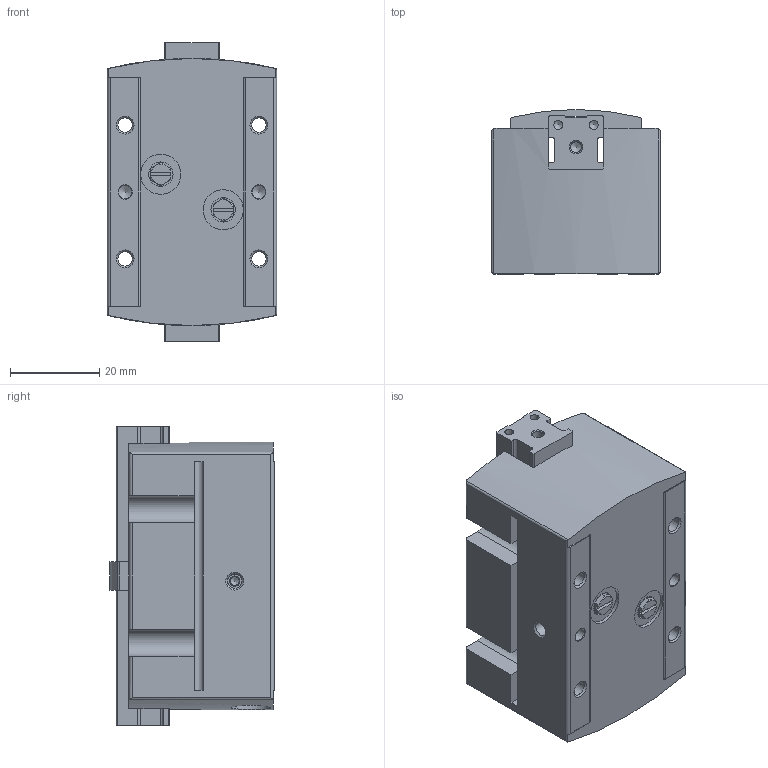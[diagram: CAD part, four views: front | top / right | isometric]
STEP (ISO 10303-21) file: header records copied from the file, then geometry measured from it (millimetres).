
FILE_DESCRIPTION(/* description */ ('STEP AP214'),/* implementation_level */ '2;1');
FILE_NAME(/* name */ '187868_HGPP-12-A-G1',/* time_stamp */ '2024-08-29T06:46:15+02:00',/* author */ ('License CC BY-ND 4.0'),/* organization */ ('CADENAS'),/* preprocessor_version */ 'ST-DEVELOPER v19.3',/* originating_system */ 'PARTsolutions',/* authorisation */ ' ');
FILE_SCHEMA (('AUTOMOTIVE_DESIGN {1 0 10303 214 3 1 1}'));
Length unit declared in the file: millimetre
Products named in the file (5): 187868 HGPP-12-A-G1---(2.5); 187868 HGPP-12-A-G1GR---(0); DIN-914 - M4x8(F); 30979 B-M3-S9; HGPP-12-A---(JAW)
Assembly tree (6 placements, depth 2):
  187868 HGPP-12-A-G1---(2.5)
    187868 HGPP-12-A-G1GR---(0)
    DIN-914 - M4x8(F)
    30979 B-M3-S9  x2
    HGPP-12-A---(JAW)  x2
Bounding box: 38 x 37 x 67 mm (x, y, z)
Volume: 67448.6 mm3; surface area: 20683.9 mm2
Topology: 6 solids, 6 shells, 341 faces, 870 edges, 548 vertices
Faces by surface type: plane 156, cylinder 102, cone 79, torus 4
Full cylindrical faces by diameter (mm): 1.567 x4, 2 x9, 2.4 x2, 2.459 x16, 2.5 x2, 3 x4, 3.242 x5, 3.3 x4, 4 x1, 4.5 x2, 5.5 x4, 7.6 x1, 8 x1, 9 x3
Entity records: 8422 total; most frequent: CARTESIAN_POINT 1359, DIRECTION 1200, ORIENTED_EDGE 1024, EDGE_CURVE 512, AXIS2_PLACEMENT_3D 469, FACE_BOUND 397, VERTEX_POINT 389, EDGE_LOOP 375
